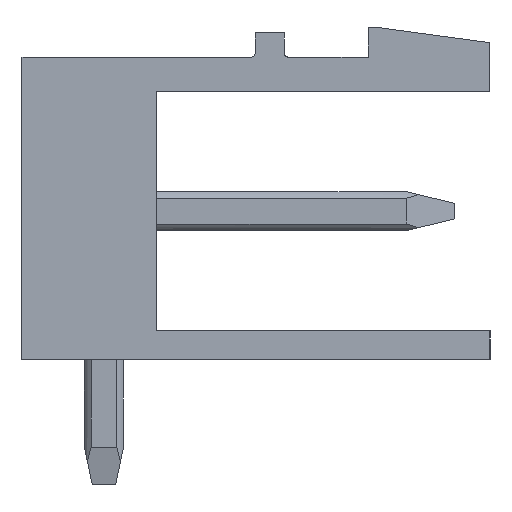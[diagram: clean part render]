
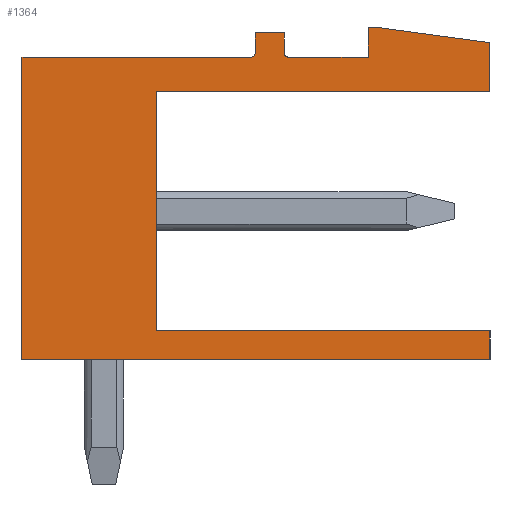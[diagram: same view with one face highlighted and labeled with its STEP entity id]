
A CAD part, left-side view. The second image highlights one B-rep face of the part: STEP entity #1364.
In plain terms, the highlighted planar face has unit normal (-1, 0, 0).
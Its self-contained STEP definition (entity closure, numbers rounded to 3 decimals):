
#731=AXIS2_PLACEMENT_3D('Circle Axis2P3D',#729,#730,$) ;
#855=AXIS2_PLACEMENT_3D('Circle Axis2P3D',#853,#854,$) ;
#1343=AXIS2_PLACEMENT_3D('Plane Axis2P3D',#1340,#1341,#1342) ;
#49=CARTESIAN_POINT('Vertex',(0.,0.,3.93)) ;
#52=CARTESIAN_POINT('Line Origine',(0.,0.,3.565)) ;
#56=CARTESIAN_POINT('Vertex',(0.,0.,3.2)) ;
#87=CARTESIAN_POINT('Vertex',(0.,8.55,3.93)) ;
#90=CARTESIAN_POINT('Line Origine',(0.,4.275,3.93)) ;
#118=CARTESIAN_POINT('Vertex',(0.,8.55,10.06)) ;
#121=CARTESIAN_POINT('Line Origine',(0.,8.55,6.995)) ;
#545=CARTESIAN_POINT('Vertex',(0.,0.,10.06)) ;
#548=CARTESIAN_POINT('Line Origine',(0.,4.275,10.06)) ;
#571=CARTESIAN_POINT('Vertex',(0.,0.,11.32)) ;
#574=CARTESIAN_POINT('Line Origine',(0.,0.,10.69)) ;
#602=CARTESIAN_POINT('Vertex',(0.,2.8,11.7)) ;
#605=CARTESIAN_POINT('Line Origine',(0.,1.4,11.51)) ;
#633=CARTESIAN_POINT('Vertex',(0.,3.12,11.7)) ;
#636=CARTESIAN_POINT('Line Origine',(0.,2.96,11.7)) ;
#664=CARTESIAN_POINT('Vertex',(0.,3.12,10.95)) ;
#667=CARTESIAN_POINT('Line Origine',(0.,3.12,11.325)) ;
#695=CARTESIAN_POINT('Vertex',(0.,5.17,10.95)) ;
#698=CARTESIAN_POINT('Line Origine',(0.,4.145,10.95)) ;
#726=CARTESIAN_POINT('Vertex',(0.,5.27,11.05)) ;
#729=CARTESIAN_POINT('Axis2P3D Location',(0.,5.17,11.05)) ;
#757=CARTESIAN_POINT('Vertex',(0.,5.27,11.57)) ;
#760=CARTESIAN_POINT('Line Origine',(0.,5.27,11.31)) ;
#788=CARTESIAN_POINT('Vertex',(0.,6.02,11.57)) ;
#791=CARTESIAN_POINT('Line Origine',(0.,5.645,11.57)) ;
#819=CARTESIAN_POINT('Vertex',(0.,6.02,11.05)) ;
#822=CARTESIAN_POINT('Line Origine',(0.,6.02,11.31)) ;
#850=CARTESIAN_POINT('Vertex',(0.,6.12,10.95)) ;
#853=CARTESIAN_POINT('Axis2P3D Location',(0.,6.12,11.05)) ;
#876=CARTESIAN_POINT('Vertex',(0.,12.,10.95)) ;
#879=CARTESIAN_POINT('Line Origine',(0.,9.06,10.95)) ;
#907=CARTESIAN_POINT('Vertex',(0.,12.,3.2)) ;
#910=CARTESIAN_POINT('Line Origine',(0.,12.,7.075)) ;
#932=CARTESIAN_POINT('Line Origine',(0.,6.,3.2)) ;
#1340=CARTESIAN_POINT('Axis2P3D Location',(0.,0.,0.)) ;
#53=DIRECTION('Vector Direction',(0.,0.,1.)) ;
#91=DIRECTION('Vector Direction',(0.,1.,0.)) ;
#122=DIRECTION('Vector Direction',(0.,0.,-1.)) ;
#549=DIRECTION('Vector Direction',(0.,-1.,0.)) ;
#575=DIRECTION('Vector Direction',(0.,0.,1.)) ;
#606=DIRECTION('Vector Direction',(0.,0.991,0.134)) ;
#637=DIRECTION('Vector Direction',(0.,1.,0.)) ;
#668=DIRECTION('Vector Direction',(0.,0.,-1.)) ;
#699=DIRECTION('Vector Direction',(0.,-1.,0.)) ;
#730=DIRECTION('Axis2P3D Direction',(-1.,0.,0.)) ;
#761=DIRECTION('Vector Direction',(0.,0.,-1.)) ;
#792=DIRECTION('Vector Direction',(0.,-1.,0.)) ;
#823=DIRECTION('Vector Direction',(0.,0.,1.)) ;
#854=DIRECTION('Axis2P3D Direction',(-1.,0.,0.)) ;
#880=DIRECTION('Vector Direction',(0.,-1.,0.)) ;
#911=DIRECTION('Vector Direction',(0.,0.,1.)) ;
#933=DIRECTION('Vector Direction',(0.,1.,0.)) ;
#1341=DIRECTION('Axis2P3D Direction',(-1.,0.,0.)) ;
#1342=DIRECTION('Axis2P3D XDirection',(0.,-1.,0.)) ;
#54=VECTOR('Line Direction',#53,1.) ;
#92=VECTOR('Line Direction',#91,1.) ;
#123=VECTOR('Line Direction',#122,1.) ;
#550=VECTOR('Line Direction',#549,1.) ;
#576=VECTOR('Line Direction',#575,1.) ;
#607=VECTOR('Line Direction',#606,1.) ;
#638=VECTOR('Line Direction',#637,1.) ;
#669=VECTOR('Line Direction',#668,1.) ;
#700=VECTOR('Line Direction',#699,1.) ;
#762=VECTOR('Line Direction',#761,1.) ;
#793=VECTOR('Line Direction',#792,1.) ;
#824=VECTOR('Line Direction',#823,1.) ;
#881=VECTOR('Line Direction',#880,1.) ;
#912=VECTOR('Line Direction',#911,1.) ;
#934=VECTOR('Line Direction',#933,1.) ;
#1346=ORIENTED_EDGE('',*,*,#58,.T.) ;
#1347=ORIENTED_EDGE('',*,*,#94,.T.) ;
#1348=ORIENTED_EDGE('',*,*,#125,.T.) ;
#1349=ORIENTED_EDGE('',*,*,#552,.T.) ;
#1350=ORIENTED_EDGE('',*,*,#578,.T.) ;
#1351=ORIENTED_EDGE('',*,*,#609,.T.) ;
#1352=ORIENTED_EDGE('',*,*,#640,.T.) ;
#1353=ORIENTED_EDGE('',*,*,#671,.T.) ;
#1354=ORIENTED_EDGE('',*,*,#702,.T.) ;
#1355=ORIENTED_EDGE('',*,*,#733,.T.) ;
#1356=ORIENTED_EDGE('',*,*,#764,.T.) ;
#1357=ORIENTED_EDGE('',*,*,#795,.T.) ;
#1358=ORIENTED_EDGE('',*,*,#826,.T.) ;
#1359=ORIENTED_EDGE('',*,*,#857,.T.) ;
#1360=ORIENTED_EDGE('',*,*,#883,.T.) ;
#1361=ORIENTED_EDGE('',*,*,#914,.T.) ;
#1362=ORIENTED_EDGE('',*,*,#936,.T.) ;
#1364=ADVANCED_FACE('Housing',(#1363),#1344,.T.) ;
#732=CIRCLE('generated circle',#731,0.1) ;
#856=CIRCLE('generated circle',#855,0.1) ;
#58=EDGE_CURVE('',#57,#50,#55,.T.) ;
#94=EDGE_CURVE('',#50,#88,#93,.T.) ;
#125=EDGE_CURVE('',#88,#119,#124,.F.) ;
#552=EDGE_CURVE('',#119,#546,#551,.T.) ;
#578=EDGE_CURVE('',#546,#572,#577,.T.) ;
#609=EDGE_CURVE('',#572,#603,#608,.T.) ;
#640=EDGE_CURVE('',#603,#634,#639,.T.) ;
#671=EDGE_CURVE('',#634,#665,#670,.T.) ;
#702=EDGE_CURVE('',#665,#696,#701,.F.) ;
#733=EDGE_CURVE('',#696,#727,#732,.F.) ;
#764=EDGE_CURVE('',#727,#758,#763,.F.) ;
#795=EDGE_CURVE('',#758,#789,#794,.F.) ;
#826=EDGE_CURVE('',#789,#820,#825,.F.) ;
#857=EDGE_CURVE('',#820,#851,#856,.F.) ;
#883=EDGE_CURVE('',#851,#877,#882,.F.) ;
#914=EDGE_CURVE('',#877,#908,#913,.F.) ;
#936=EDGE_CURVE('',#908,#57,#935,.F.) ;
#1345=EDGE_LOOP('',(#1346,#1347,#1348,#1349,#1350,#1351,#1352,#1353,#1354,#1355,#1356,#1357,#1358,#1359,#1360,#1361,#1362)) ;
#1363=FACE_OUTER_BOUND('',#1345,.T.) ;
#55=LINE('Line',#52,#54) ;
#93=LINE('Line',#90,#92) ;
#124=LINE('Line',#121,#123) ;
#551=LINE('Line',#548,#550) ;
#577=LINE('Line',#574,#576) ;
#608=LINE('Line',#605,#607) ;
#639=LINE('Line',#636,#638) ;
#670=LINE('Line',#667,#669) ;
#701=LINE('Line',#698,#700) ;
#763=LINE('Line',#760,#762) ;
#794=LINE('Line',#791,#793) ;
#825=LINE('Line',#822,#824) ;
#882=LINE('Line',#879,#881) ;
#913=LINE('Line',#910,#912) ;
#935=LINE('Line',#932,#934) ;
#1344=PLANE('',#1343) ;
#50=VERTEX_POINT('',#49) ;
#57=VERTEX_POINT('',#56) ;
#88=VERTEX_POINT('',#87) ;
#119=VERTEX_POINT('',#118) ;
#546=VERTEX_POINT('',#545) ;
#572=VERTEX_POINT('',#571) ;
#603=VERTEX_POINT('',#602) ;
#634=VERTEX_POINT('',#633) ;
#665=VERTEX_POINT('',#664) ;
#696=VERTEX_POINT('',#695) ;
#727=VERTEX_POINT('',#726) ;
#758=VERTEX_POINT('',#757) ;
#789=VERTEX_POINT('',#788) ;
#820=VERTEX_POINT('',#819) ;
#851=VERTEX_POINT('',#850) ;
#877=VERTEX_POINT('',#876) ;
#908=VERTEX_POINT('',#907) ;
